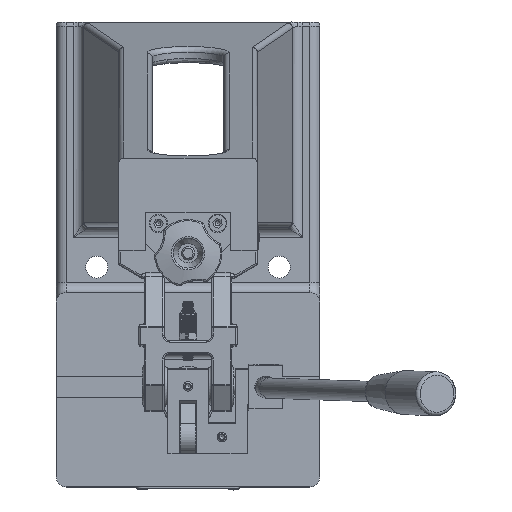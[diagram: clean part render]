
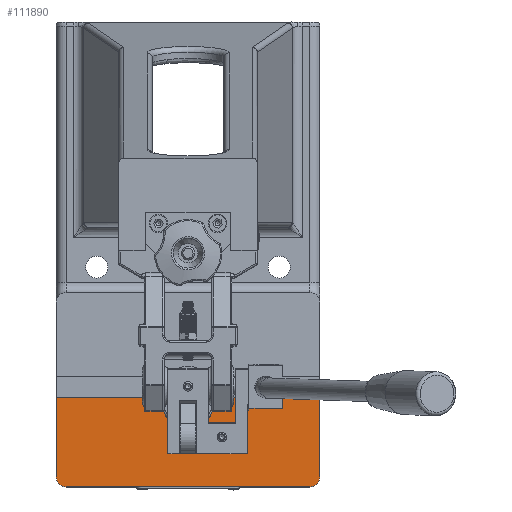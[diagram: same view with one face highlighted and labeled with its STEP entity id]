
A CAD part, top view. The second image highlights one B-rep face of the part: STEP entity #111890.
In plain terms, the highlighted planar face has unit normal (0, 0, 1).
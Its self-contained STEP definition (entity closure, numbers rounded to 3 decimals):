
#101222=CARTESIAN_POINT('',(150.,-170.503,44.305));
#101223=VERTEX_POINT('',#101222);
#101224=CARTESIAN_POINT('',(6.,-170.503,44.305));
#101225=VERTEX_POINT('',#101224);
#101226=CARTESIAN_POINT('',(150.,-170.503,44.305));
#101227=DIRECTION('',(-1.0,0.0,0.0));
#101228=VECTOR('',#101227,144.);
#101229=LINE('',#101226,#101228);
#101230=EDGE_CURVE('',#101223,#101225,#101229,.T.);
#102397=CARTESIAN_POINT('',(156.,-164.503,44.305));
#102398=VERTEX_POINT('',#102397);
#102399=CARTESIAN_POINT('',(150.,-164.503,44.305));
#102400=DIRECTION('',(0.,0.,-1.0));
#102401=DIRECTION('',(0.707,-0.707,0.));
#102402=AXIS2_PLACEMENT_3D('',#102399,#102400,#102401);
#102403=CIRCLE('',#102402,6.);
#102404=EDGE_CURVE('',#102398,#101223,#102403,.T.);
#102430=CARTESIAN_POINT('',(0.,-164.503,44.305));
#102431=VERTEX_POINT('',#102430);
#102432=CARTESIAN_POINT('',(6.,-164.503,44.305));
#102433=DIRECTION('',(0.,0.,-1.0));
#102434=DIRECTION('',(-0.707,-0.707,0.));
#102435=AXIS2_PLACEMENT_3D('',#102432,#102433,#102434);
#102436=CIRCLE('',#102435,6.);
#102437=EDGE_CURVE('',#101225,#102431,#102436,.T.);
#111262=CARTESIAN_POINT('',(0.,-117.503,44.305));
#111263=VERTEX_POINT('',#111262);
#111264=CARTESIAN_POINT('',(0.,-164.503,44.305));
#111265=DIRECTION('',(0.0,1.0,0.0));
#111266=VECTOR('',#111265,47.);
#111267=LINE('',#111264,#111266);
#111268=EDGE_CURVE('',#102431,#111263,#111267,.T.);
#111865=CARTESIAN_POINT('',(76.167,-111.518,44.305));
#111866=DIRECTION('',(0.0,0.0,1.0));
#111867=DIRECTION('',(0.0,-1.0,0.0));
#111868=AXIS2_PLACEMENT_3D('',#111865,#111866,#111867);
#111869=PLANE('',#111868);
#111870=CARTESIAN_POINT('',(156.,-117.503,44.305));
#111871=VERTEX_POINT('',#111870);
#111872=CARTESIAN_POINT('',(156.,-117.503,44.305));
#111873=DIRECTION('',(-1.0,0.0,0.0));
#111874=VECTOR('',#111873,156.);
#111875=LINE('',#111872,#111874);
#111876=EDGE_CURVE('',#111871,#111263,#111875,.T.);
#111877=ORIENTED_EDGE('',*,*,#111876,.T.);
#111878=ORIENTED_EDGE('',*,*,#111268,.F.);
#111879=ORIENTED_EDGE('',*,*,#102437,.F.);
#111880=ORIENTED_EDGE('',*,*,#101230,.F.);
#111881=ORIENTED_EDGE('',*,*,#102404,.F.);
#111882=CARTESIAN_POINT('',(156.,-117.503,44.305));
#111883=DIRECTION('',(0.0,-1.0,0.0));
#111884=VECTOR('',#111883,47.);
#111885=LINE('',#111882,#111884);
#111886=EDGE_CURVE('',#111871,#102398,#111885,.T.);
#111887=ORIENTED_EDGE('',*,*,#111886,.F.);
#111888=EDGE_LOOP('',(#111877,#111878,#111879,#111880,#111881,#111887));
#111889=FACE_OUTER_BOUND('',#111888,.T.);
#111890=ADVANCED_FACE('',(#111889),#111869,.T.);
